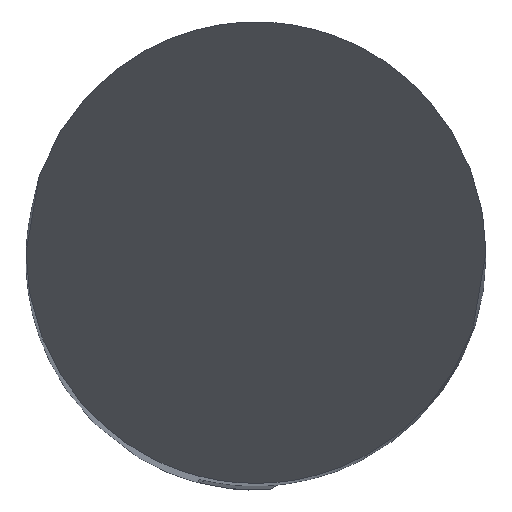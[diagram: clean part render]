
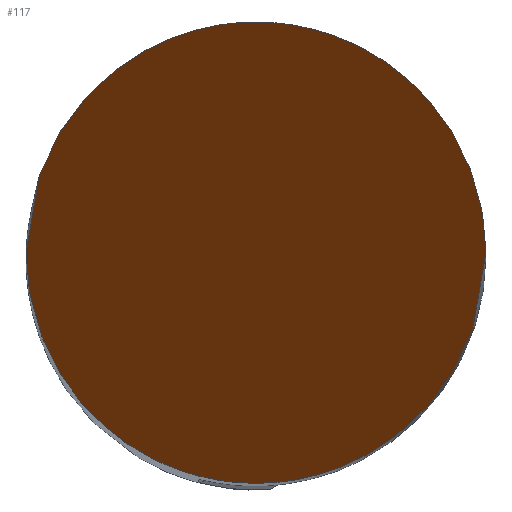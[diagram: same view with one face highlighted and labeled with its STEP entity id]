
A CAD part, top view. The second image highlights one B-rep face of the part: STEP entity #117.
In plain terms, the highlighted planar face has unit normal (0, -0.866, 0.5).
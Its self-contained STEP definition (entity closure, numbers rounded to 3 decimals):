
#56=PLANE('',#572);
#117=ADVANCED_FACE('',(#153),#56,.T.);
#153=FACE_OUTER_BOUND('',#182,.T.);
#182=EDGE_LOOP('',(#286,#287));
#286=ORIENTED_EDGE('',*,*,#430,.F.);
#287=ORIENTED_EDGE('',*,*,#450,.F.);
#379=VERTEX_POINT('',#888);
#380=VERTEX_POINT('',#889);
#430=EDGE_CURVE('',#379,#380,#510,.T.);
#450=EDGE_CURVE('',#380,#379,#513,.T.);
#510=(
BOUNDED_CURVE()
B_SPLINE_CURVE(3,(#884,#885,#886,#887),.UNSPECIFIED.,.F.,.F.)
B_SPLINE_CURVE_WITH_KNOTS((4,4),(0.,1.),.UNSPECIFIED.)
CURVE()
GEOMETRIC_REPRESENTATION_ITEM()
RATIONAL_B_SPLINE_CURVE((1.,0.333,0.333,1.))
REPRESENTATION_ITEM('')
);
#513=(
BOUNDED_CURVE()
B_SPLINE_CURVE(3,(#971,#972,#973,#974),.UNSPECIFIED.,.F.,.F.)
B_SPLINE_CURVE_WITH_KNOTS((4,4),(0.,1.),.UNSPECIFIED.)
CURVE()
GEOMETRIC_REPRESENTATION_ITEM()
RATIONAL_B_SPLINE_CURVE((1.,0.333,0.333,1.))
REPRESENTATION_ITEM('')
);
#572=AXIS2_PLACEMENT_3D('',#1016,#654,#655);
#654=DIRECTION('',(0.,-0.866,0.5));
#655=DIRECTION('',(0.,0.5,0.866));
#884=CARTESIAN_POINT('',(2.5,0.,0.));
#885=CARTESIAN_POINT('',(2.5,-5.,-8.66));
#886=CARTESIAN_POINT('',(-2.5,-5.,-8.66));
#887=CARTESIAN_POINT('',(-2.5,0.,0.));
#888=CARTESIAN_POINT('',(2.5,0.,0.));
#889=CARTESIAN_POINT('',(-2.5,0.,0.));
#971=CARTESIAN_POINT('',(-2.5,0.,0.));
#972=CARTESIAN_POINT('',(-2.5,5.,8.66));
#973=CARTESIAN_POINT('',(2.5,5.,8.66));
#974=CARTESIAN_POINT('',(2.5,0.,0.));
#1016=CARTESIAN_POINT('',(68.205,2.5,4.33));
